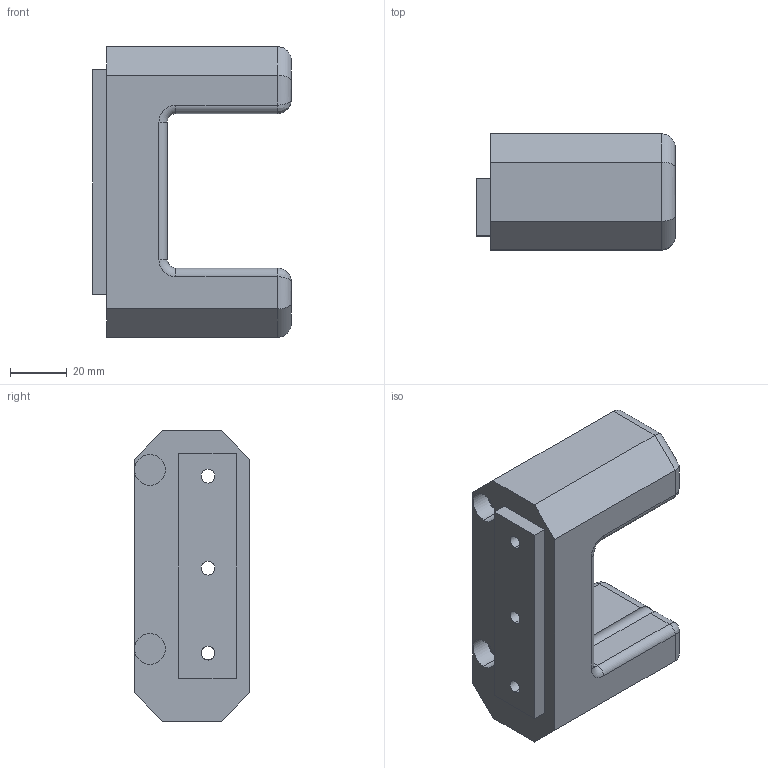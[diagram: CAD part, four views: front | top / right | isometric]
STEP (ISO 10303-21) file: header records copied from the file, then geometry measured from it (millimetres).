
FILE_DESCRIPTION (( 'STEP AP214' ), '1' );
FILE_NAME ('菁窒盓傅.STEP', '2024-10-04T06:49:33', ( '' ), ( '' ), 'SwSTEP 2.0', 'SolidWorks 2020', '' );
FILE_SCHEMA (( 'AUTOMOTIVE_DESIGN' ));
Length unit declared in the file: millimetre
Products named in the file (1): 菁窒盓傅
Bounding box: 70 x 40.78 x 102.27 mm (x, y, z)
Volume: 163637 mm3; surface area: 26218.3 mm2
Topology: 1 solids, 1 shells, 60 faces, 144 edges, 84 vertices
Faces by surface type: cylinder 30, plane 22, bspline 4, torus 4
Entity records: 1966 total; most frequent: CARTESIAN_POINT 599, ORIENTED_EDGE 280, DIRECTION 272, EDGE_CURVE 140, AXIS2_PLACEMENT_3D 95, VERTEX_POINT 84, LINE 82, VECTOR 82
